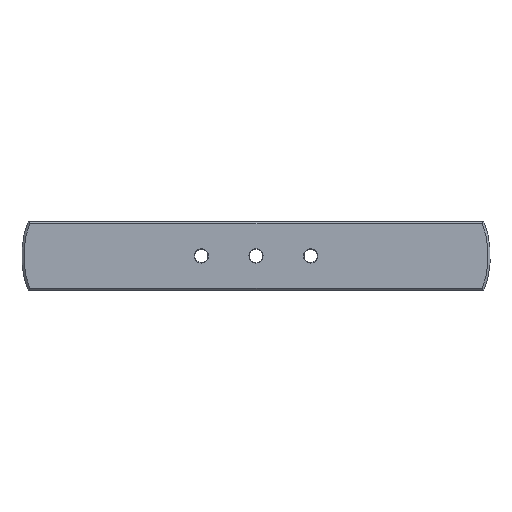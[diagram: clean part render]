
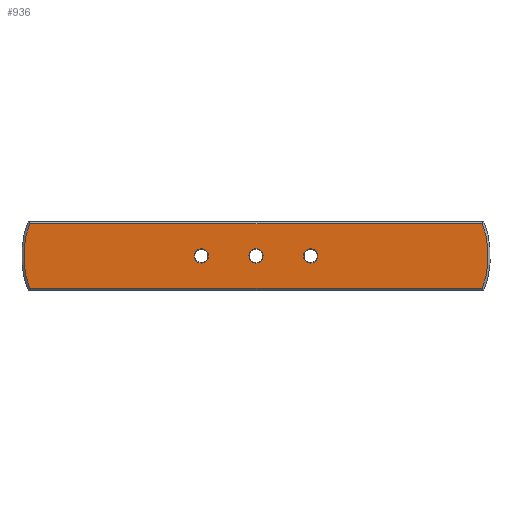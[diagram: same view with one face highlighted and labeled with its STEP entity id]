
A CAD part, top view. The second image highlights one B-rep face of the part: STEP entity #936.
In plain terms, the highlighted planar face has unit normal (0, 0, 1).
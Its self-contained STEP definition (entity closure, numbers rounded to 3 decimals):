
#398=VERTEX_POINT('NONE',#1091);
#428=VERTEX_POINT('NONE',#1123);
#512=EDGE_CURVE('NONE',#932,#832,#1214,.T.);
#538=EDGE_CURVE('NONE',#602,#840,#1242,.T.);
#552=EDGE_CURVE('NONE',#740,#764,#1258,.T.);
#602=VERTEX_POINT('NONE',#1319);
#654=EDGE_CURVE('NONE',#832,#932,#1374,.T.);
#662=EDGE_CURVE('NONE',#428,#674,#1383,.T.);
#674=VERTEX_POINT('NONE',#1397);
#706=EDGE_CURVE('NONE',#764,#876,#1433,.T.);
#740=VERTEX_POINT('NONE',#1471);
#764=VERTEX_POINT('NONE',#1499);
#794=EDGE_CURVE('NONE',#876,#398,#1532,.T.);
#832=VERTEX_POINT('NONE',#1573);
#840=VERTEX_POINT('NONE',#1581);
#876=VERTEX_POINT('NONE',#1618);
#932=VERTEX_POINT('NONE',#1681);
#936=ADVANCED_FACE('NONE',(#1685,#1686,#1687,#1688),#1689,.F.);
#972=EDGE_CURVE('NONE',#840,#602,#1726,.T.);
#974=EDGE_CURVE('NONE',#674,#428,#1728,.T.);
#1010=EDGE_CURVE('NONE',#398,#740,#1772,.T.);
#1091=CARTESIAN_POINT('',(223.584,-32.0,0.0));
#1123=CARTESIAN_POINT('',(0.0,7.0,0.0));
#1214=CIRCLE('',#2070,7.0);
#1242=CIRCLE('',#2140,7.0);
#1258=LINE('',#2160,#2161);
#1319=CARTESIAN_POINT('',(54.0,7.0,0.0));
#1374=CIRCLE('',#2384,7.0);
#1383=CIRCLE('',#2395,7.0);
#1397=CARTESIAN_POINT('',(0.,-7.0,0.0));
#1433=CIRCLE('',#2459,89.5);
#1471=CARTESIAN_POINT('',(223.584,32.0,0.0));
#1499=CARTESIAN_POINT('',(-223.584,32.0,0.0));
#1532=LINE('',#2630,#2631);
#1573=CARTESIAN_POINT('',(-54.0,-7.,0.0));
#1581=CARTESIAN_POINT('',(54.0,-7.0,0.0));
#1618=CARTESIAN_POINT('',(-223.584,-32.0,0.0));
#1681=CARTESIAN_POINT('',(-54.0,7.,0.0));
#1685=FACE_OUTER_BOUND('',#2897,.T.);
#1686=FACE_BOUND('',#2898,.T.);
#1687=FACE_BOUND('',#2899,.T.);
#1688=FACE_BOUND('',#2900,.T.);
#1689=PLANE('',#2901);
#1726=CIRCLE('',#2949,7.0);
#1728=CIRCLE('',#2952,7.0);
#1772=CIRCLE('',#3019,89.5);
#2070=AXIS2_PLACEMENT_3D('',#3220,#3221,#3222);
#2140=AXIS2_PLACEMENT_3D('',#3248,#3249,#3250);
#2160=CARTESIAN_POINT('',(231.5,32.0,0.0));
#2161=VECTOR('',#3271,1000.0);
#2384=AXIS2_PLACEMENT_3D('',#3414,#3415,#3416);
#2395=AXIS2_PLACEMENT_3D('',#3428,#3429,#3430);
#2459=AXIS2_PLACEMENT_3D('',#3488,#3489,#3490);
#2630=CARTESIAN_POINT('',(224.949,-32.0,0.0));
#2631=VECTOR('',#3613,1000.0);
#2897=EDGE_LOOP('',(#3751,#3752,#3753,#3754));
#2898=EDGE_LOOP('',(#3755,#3756));
#2899=EDGE_LOOP('',(#3757,#3758));
#2900=EDGE_LOOP('',(#3759,#3760));
#2901=AXIS2_PLACEMENT_3D('',#3761,#3762,#3763);
#2949=AXIS2_PLACEMENT_3D('',#3786,#3787,#3788);
#2952=AXIS2_PLACEMENT_3D('',#3789,#3790,#3791);
#3019=AXIS2_PLACEMENT_3D('',#3858,#3859,#3860);
#3220=CARTESIAN_POINT('',(-54.0,0.,0.0));
#3221=DIRECTION('',(0.0,0.0,-1.0));
#3222=DIRECTION('',(0.0,-1.0,0.0));
#3248=CARTESIAN_POINT('',(54.0,0.,0.0));
#3249=DIRECTION('',(0.0,0.0,-1.0));
#3250=DIRECTION('',(0.0,-1.0,0.0));
#3271=DIRECTION('',(-1.0,0.0,0.0));
#3414=CARTESIAN_POINT('',(-54.0,0.,0.0));
#3415=DIRECTION('',(0.0,0.0,-1.0));
#3416=DIRECTION('',(0.0,-1.0,0.0));
#3428=CARTESIAN_POINT('',(0.0,0.0,0.0));
#3429=DIRECTION('',(0.0,0.0,-1.0));
#3430=DIRECTION('',(0.0,-1.0,0.0));
#3488=CARTESIAN_POINT('',(-140.0,0.0,0.0));
#3489=DIRECTION('',(0.0,0.0,1.0));
#3490=DIRECTION('',(0.,-1.0,-0.0));
#3613=DIRECTION('',(1.0,0.0,0.0));
#3751=ORIENTED_EDGE('',*,*,#794,.T.);
#3752=ORIENTED_EDGE('',*,*,#1010,.T.);
#3753=ORIENTED_EDGE('',*,*,#552,.T.);
#3754=ORIENTED_EDGE('',*,*,#706,.T.);
#3755=ORIENTED_EDGE('',*,*,#538,.T.);
#3756=ORIENTED_EDGE('',*,*,#972,.T.);
#3757=ORIENTED_EDGE('',*,*,#512,.T.);
#3758=ORIENTED_EDGE('',*,*,#654,.T.);
#3759=ORIENTED_EDGE('',*,*,#662,.T.);
#3760=ORIENTED_EDGE('',*,*,#974,.T.);
#3761=CARTESIAN_POINT('',(231.5,34.0,0.0));
#3762=DIRECTION('',(0.0,0.0,-1.0));
#3763=DIRECTION('',(-1.0,0.0,0.0));
#3786=CARTESIAN_POINT('',(54.0,0.,0.0));
#3787=DIRECTION('',(0.0,0.0,-1.0));
#3788=DIRECTION('',(0.0,-1.0,0.0));
#3789=CARTESIAN_POINT('',(0.0,0.0,0.0));
#3790=DIRECTION('',(0.0,0.0,-1.0));
#3791=DIRECTION('',(0.0,-1.0,0.0));
#3858=CARTESIAN_POINT('',(140.0,0.0,0.0));
#3859=DIRECTION('',(-0.0,0.0,1.0));
#3860=DIRECTION('',(0.0,-1.0,0.0));
